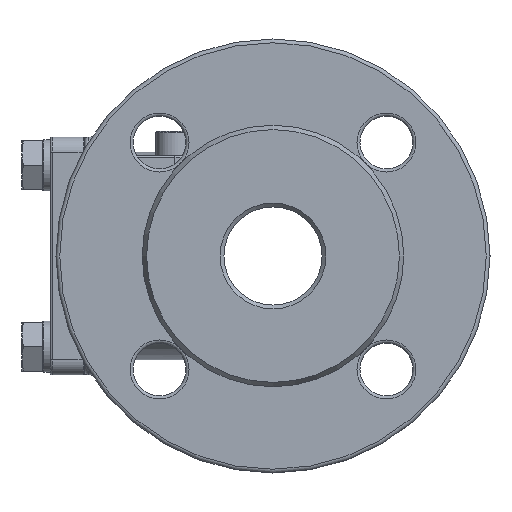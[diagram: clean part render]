
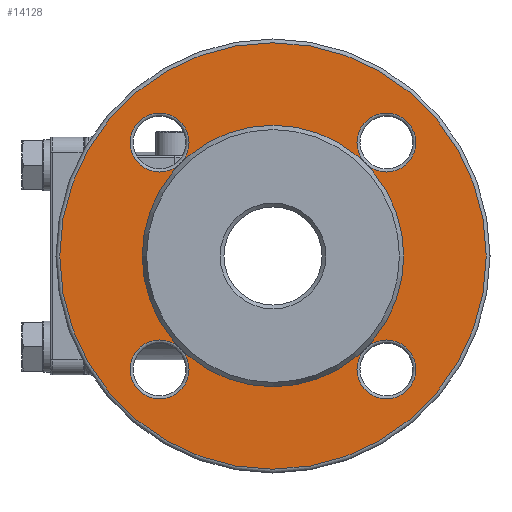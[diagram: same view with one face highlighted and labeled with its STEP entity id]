
A CAD part, left-side view. The second image highlights one B-rep face of the part: STEP entity #14128.
In plain terms, the highlighted planar face has unit normal (-1, 0, 0).
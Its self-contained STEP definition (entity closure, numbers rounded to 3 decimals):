
#1123 = DIRECTION ( 'NONE',  ( 0., 0., -1. ) ) ;
#1766 = CARTESIAN_POINT ( 'NONE',  ( -78., 30.052, 22.252 ) ) ;
#1861 = CARTESIAN_POINT ( 'NONE',  ( -78., 0., 0. ) ) ;
#2127 = ORIENTED_EDGE ( 'NONE', *, *, #26124, .T. ) ;
#2178 = CARTESIAN_POINT ( 'NONE',  ( -78., 30.052, -37.852 ) ) ;
#3857 = VERTEX_POINT ( 'NONE', #29010 ) ;
#4108 = FACE_BOUND ( 'NONE', #22511, .T. ) ;
#4444 = CIRCLE ( 'NONE', #32066, 34.655 ) ;
#4669 = VERTEX_POINT ( 'NONE', #1766 ) ;
#4976 = EDGE_LOOP ( 'NONE', ( #7279 ) ) ;
#4979 = DIRECTION ( 'NONE',  ( 0., 0., 1. ) ) ;
#5181 = AXIS2_PLACEMENT_3D ( 'NONE', #22225, #34808, #10507 ) ;
#5523 = EDGE_LOOP ( 'NONE', ( #18373 ) ) ;
#5745 = CIRCLE ( 'NONE', #38639, 7.8 ) ;
#5944 = DIRECTION ( 'NONE',  ( 0., 0., -1. ) ) ;
#6998 = DIRECTION ( 'NONE',  ( 1., 0., 0. ) ) ;
#7279 = ORIENTED_EDGE ( 'NONE', *, *, #20871, .T. ) ;
#7587 = AXIS2_PLACEMENT_3D ( 'NONE', #18703, #12336, #5944 ) ;
#9868 = EDGE_CURVE ( 'NONE', #16227, #16227, #17439, .T. ) ;
#10507 = DIRECTION ( 'NONE',  ( 0., 0., -1. ) ) ;
#10567 = AXIS2_PLACEMENT_3D ( 'NONE', #28860, #25345, #19769 ) ;
#10876 = EDGE_LOOP ( 'NONE', ( #38474 ) ) ;
#12336 = DIRECTION ( 'NONE',  ( 1., 0., 0. ) ) ;
#13182 = FACE_BOUND ( 'NONE', #4976, .T. ) ;
#13255 = EDGE_LOOP ( 'NONE', ( #35921 ) ) ;
#13345 = ORIENTED_EDGE ( 'NONE', *, *, #9868, .T. ) ;
#13987 = CIRCLE ( 'NONE', #34390, 56.5 ) ;
#14128 = ADVANCED_FACE ( 'NONE', ( #4108, #25548, #13182, #35005, #31929, #34608 ), #16272, .F. ) ;
#14786 = CARTESIAN_POINT ( 'NONE',  ( -78., 0., 34.655 ) ) ;
#14869 = DIRECTION ( 'NONE',  ( 1., 0., 0. ) ) ;
#15504 = EDGE_CURVE ( 'NONE', #3857, #3857, #21604, .T. ) ;
#15855 = DIRECTION ( 'NONE',  ( 0., 0., -1. ) ) ;
#16227 = VERTEX_POINT ( 'NONE', #35574 ) ;
#16272 = PLANE ( 'NONE',  #10567 ) ;
#17439 = CIRCLE ( 'NONE', #40493, 7.8 ) ;
#18373 = ORIENTED_EDGE ( 'NONE', *, *, #15504, .T. ) ;
#18703 = CARTESIAN_POINT ( 'NONE',  ( -78., 30.052, 30.052 ) ) ;
#19769 = DIRECTION ( 'NONE',  ( 0., 0., -1. ) ) ;
#20416 = DIRECTION ( 'NONE',  ( -1., 0., 0. ) ) ;
#20659 = CARTESIAN_POINT ( 'NONE',  ( -78., 0., 0. ) ) ;
#20871 = EDGE_CURVE ( 'NONE', #4669, #4669, #28621, .T. ) ;
#21604 = CIRCLE ( 'NONE', #5181, 7.8 ) ;
#22209 = CARTESIAN_POINT ( 'NONE',  ( -78., 30.052, -30.052 ) ) ;
#22225 = CARTESIAN_POINT ( 'NONE',  ( -78., -30.052, 30.052 ) ) ;
#22511 = EDGE_LOOP ( 'NONE', ( #13345 ) ) ;
#23194 = VERTEX_POINT ( 'NONE', #2178 ) ;
#24110 = DIRECTION ( 'NONE',  ( 0., 0., -1. ) ) ;
#25345 = DIRECTION ( 'NONE',  ( 1., 0., 0. ) ) ;
#25548 = FACE_BOUND ( 'NONE', #5523, .T. ) ;
#26124 = EDGE_CURVE ( 'NONE', #23194, #23194, #5745, .T. ) ;
#26926 = EDGE_CURVE ( 'NONE', #35777, #35777, #4444, .T. ) ;
#28621 = CIRCLE ( 'NONE', #7587, 7.8 ) ;
#28834 = EDGE_LOOP ( 'NONE', ( #2127 ) ) ;
#28860 = CARTESIAN_POINT ( 'NONE',  ( -78., 0., -34.655 ) ) ;
#29010 = CARTESIAN_POINT ( 'NONE',  ( -78., -30.052, 22.252 ) ) ;
#30321 = CARTESIAN_POINT ( 'NONE',  ( -78., -30.052, -30.052 ) ) ;
#31849 = EDGE_CURVE ( 'NONE', #39302, #39302, #13987, .T. ) ;
#31929 = FACE_OUTER_BOUND ( 'NONE', #10876, .T. ) ;
#32066 = AXIS2_PLACEMENT_3D ( 'NONE', #1861, #20416, #4979 ) ;
#34390 = AXIS2_PLACEMENT_3D ( 'NONE', #20659, #38471, #1123 ) ;
#34608 = FACE_BOUND ( 'NONE', #13255, .T. ) ;
#34808 = DIRECTION ( 'NONE',  ( 1., 0., 0. ) ) ;
#35005 = FACE_BOUND ( 'NONE', #28834, .T. ) ;
#35574 = CARTESIAN_POINT ( 'NONE',  ( -78., -30.052, -37.852 ) ) ;
#35777 = VERTEX_POINT ( 'NONE', #14786 ) ;
#35921 = ORIENTED_EDGE ( 'NONE', *, *, #26926, .F. ) ;
#35989 = CARTESIAN_POINT ( 'NONE',  ( -78., 0., -56.5 ) ) ;
#38471 = DIRECTION ( 'NONE',  ( -1., 0., 0. ) ) ;
#38474 = ORIENTED_EDGE ( 'NONE', *, *, #31849, .T. ) ;
#38639 = AXIS2_PLACEMENT_3D ( 'NONE', #22209, #6998, #15855 ) ;
#39302 = VERTEX_POINT ( 'NONE', #35989 ) ;
#40493 = AXIS2_PLACEMENT_3D ( 'NONE', #30321, #14869, #24110 ) ;
